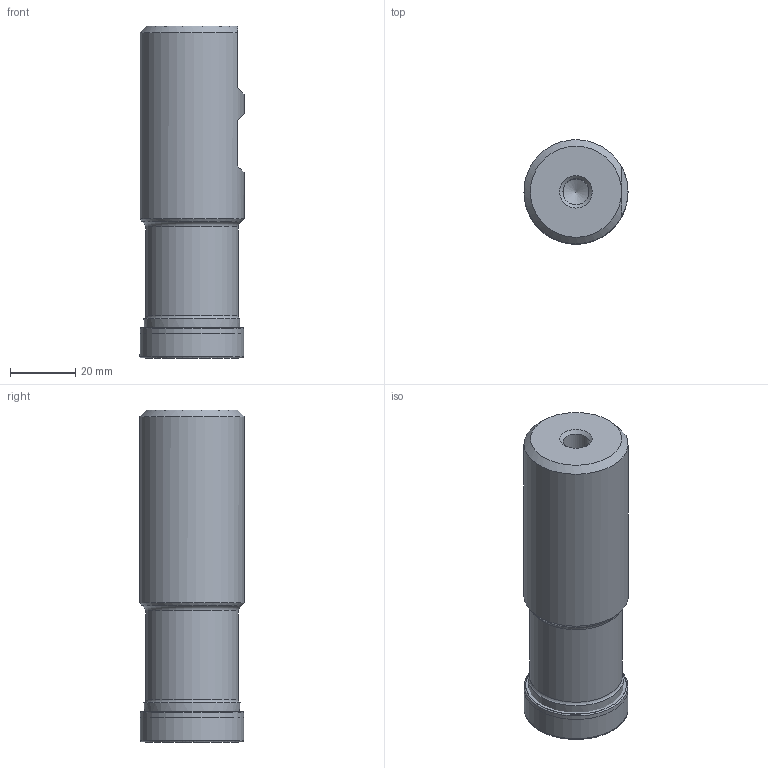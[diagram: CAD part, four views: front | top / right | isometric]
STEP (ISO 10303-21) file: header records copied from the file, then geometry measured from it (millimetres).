
FILE_DESCRIPTION(/* description */ (''),/* implementation_level */ '2;1');
FILE_NAME(/* name */ '32A4R042B32_SSO09_C_115009632ndi000_00_SIM.stp',/* time_stamp */ '2020-01-20T10:46:54+01:00',/* author */ (''),/* organization */ (''),/* preprocessor_version */ 'ST-DEVELOPER v16.7',/* originating_system */ 'SIEMENS PLM Software NX 12.0',/* authorisation */ '');
FILE_SCHEMA (('AUTOMOTIVE_DESIGN { 1 0 10303 214 3 1 1 1 }'));
Length unit declared in the file: millimetre
Products named in the file (1): wq7014605689e9yt
Bounding box: 31.96 x 31.97 x 102.01 mm (x, y, z)
Volume: 76386.7 mm3; surface area: 15421.8 mm2
Topology: 2 solids, 2 shells, 36 faces, 85 edges, 51 vertices
Faces by surface type: cone 11, revolution 11, plane 7, cylinder 3, torus 3, sphere 1
Full cylindrical faces by diameter (mm): 8 x1, 28.5 x1, 32 x1
Entity records: 975 total; most frequent: CARTESIAN_POINT 308, DIRECTION 128, ORIENTED_EDGE 84, EDGE_LOOP 65, FACE_BOUND 59, AXIS2_PLACEMENT_3D 55, EDGE_CURVE 42, VERTEX_POINT 38
